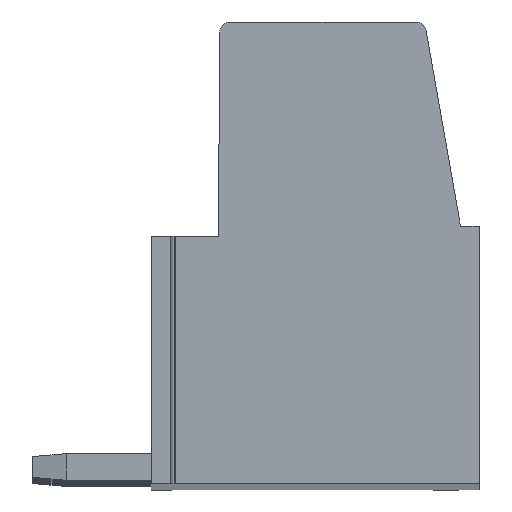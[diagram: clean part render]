
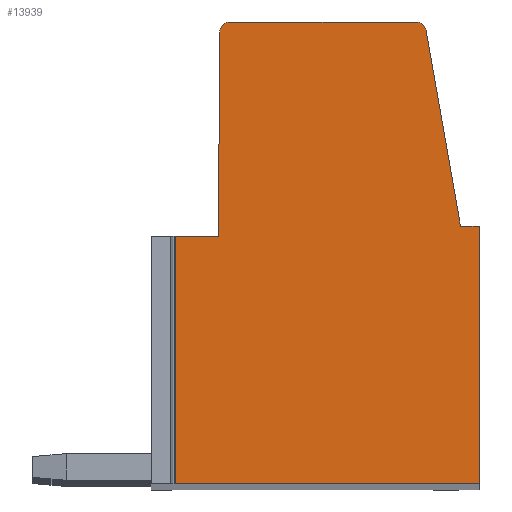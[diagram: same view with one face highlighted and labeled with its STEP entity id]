
A CAD part, top view. The second image highlights one B-rep face of the part: STEP entity #13939.
In plain terms, the highlighted planar face has unit normal (0, 0, 1).
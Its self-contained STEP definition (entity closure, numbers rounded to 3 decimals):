
#2347=DIRECTION('',(0.,1.,0.));
#2348=VECTOR('',#2347,7.4);
#2349=CARTESIAN_POINT('',(-4.225,-7.4,2.5));
#2350=LINE('',#2349,#2348);
#2351=DIRECTION('',(-1.,0.,0.));
#2352=VECTOR('',#2351,1.325);
#2353=CARTESIAN_POINT('',(-2.9,0.,2.5));
#2354=LINE('',#2353,#2352);
#2355=DIRECTION('',(-0.007,-1.,0.));
#2356=VECTOR('',#2355,6.1);
#2357=CARTESIAN_POINT('',(-2.859,6.1,2.5));
#2358=LINE('',#2357,#2356);
#2359=CARTESIAN_POINT('',(-2.557,6.098,2.5));
#2360=DIRECTION('',(0.,0.,1.));
#2361=DIRECTION('',(0.,1.,0.));
#2362=AXIS2_PLACEMENT_3D('',#2359,#2360,#2361);
#2364=DIRECTION('',(-1.,0.,0.));
#2365=VECTOR('',#2364,5.57);
#2366=CARTESIAN_POINT('',(3.013,6.4,2.5));
#2367=LINE('',#2366,#2365);
#2368=CARTESIAN_POINT('',(3.013,6.098,2.5));
#2369=DIRECTION('',(0.,0.,1.));
#2370=DIRECTION('',(0.985,0.173,0.));
#2371=AXIS2_PLACEMENT_3D('',#2368,#2369,#2370);
#2373=DIRECTION('',(-0.173,0.985,0.));
#2374=VECTOR('',#2373,5.94);
#2375=CARTESIAN_POINT('',(4.34,0.3,2.5));
#2376=LINE('',#2375,#2374);
#2377=DIRECTION('',(-1.,0.,0.));
#2378=VECTOR('',#2377,0.56);
#2379=CARTESIAN_POINT('',(4.9,0.3,2.5));
#2380=LINE('',#2379,#2378);
#2381=DIRECTION('',(0.,1.,0.));
#2382=VECTOR('',#2381,7.7);
#2383=CARTESIAN_POINT('',(4.9,-7.4,2.5));
#2384=LINE('',#2383,#2382);
#2385=DIRECTION('',(1.,0.,0.));
#2386=VECTOR('',#2385,9.125);
#2387=CARTESIAN_POINT('',(-4.225,-7.4,2.5));
#2388=LINE('',#2387,#2386);
#8297=CARTESIAN_POINT('',(4.9,-7.4,2.5));
#8298=CARTESIAN_POINT('',(4.9,0.3,2.5));
#8299=VERTEX_POINT('',#8297);
#8300=VERTEX_POINT('',#8298);
#8301=CARTESIAN_POINT('',(4.34,0.3,2.5));
#8302=VERTEX_POINT('',#8301);
#8303=CARTESIAN_POINT('',(3.311,6.15,2.5));
#8304=VERTEX_POINT('',#8303);
#8305=CARTESIAN_POINT('',(3.013,6.4,2.5));
#8306=VERTEX_POINT('',#8305);
#8307=CARTESIAN_POINT('',(-2.557,6.4,2.5));
#8308=VERTEX_POINT('',#8307);
#8309=CARTESIAN_POINT('',(-2.859,6.1,2.5));
#8310=VERTEX_POINT('',#8309);
#8311=CARTESIAN_POINT('',(-2.9,0.,2.5));
#8312=VERTEX_POINT('',#8311);
#8357=CARTESIAN_POINT('',(-4.225,-7.4,2.5));
#8358=CARTESIAN_POINT('',(-4.225,0.,2.5));
#8359=VERTEX_POINT('',#8357);
#8360=VERTEX_POINT('',#8358);
#13915=CARTESIAN_POINT('',(0.,0.,2.5));
#13916=DIRECTION('',(0.,0.,1.));
#13917=DIRECTION('',(1.,0.,0.));
#13918=AXIS2_PLACEMENT_3D('',#13915,#13916,#13917);
#13919=PLANE('',#13918);
#13920=ORIENTED_EDGE('',*,*,#13907,.T.);
#13921=ORIENTED_EDGE('',*,*,#10578,.F.);
#13923=ORIENTED_EDGE('',*,*,#13922,.F.);
#13925=ORIENTED_EDGE('',*,*,#13924,.F.);
#13927=ORIENTED_EDGE('',*,*,#13926,.F.);
#13929=ORIENTED_EDGE('',*,*,#13928,.F.);
#13931=ORIENTED_EDGE('',*,*,#13930,.F.);
#13933=ORIENTED_EDGE('',*,*,#13932,.F.);
#13935=ORIENTED_EDGE('',*,*,#13934,.F.);
#13936=ORIENTED_EDGE('',*,*,#10836,.F.);
#13937=EDGE_LOOP('',(#13920,#13921,#13923,#13925,#13927,#13929,#13931,#13933,
#13935,#13936));
#13938=FACE_OUTER_BOUND('',#13937,.F.);
#2363=CIRCLE('',#2362,0.302);
#2372=CIRCLE('',#2371,0.302);
#10578=EDGE_CURVE('',#8312,#8360,#2354,.T.);
#10836=EDGE_CURVE('',#8359,#8299,#2388,.T.);
#13907=EDGE_CURVE('',#8359,#8360,#2350,.T.);
#13922=EDGE_CURVE('',#8310,#8312,#2358,.T.);
#13924=EDGE_CURVE('',#8308,#8310,#2363,.T.);
#13926=EDGE_CURVE('',#8306,#8308,#2367,.T.);
#13928=EDGE_CURVE('',#8304,#8306,#2372,.T.);
#13930=EDGE_CURVE('',#8302,#8304,#2376,.T.);
#13932=EDGE_CURVE('',#8300,#8302,#2380,.T.);
#13934=EDGE_CURVE('',#8299,#8300,#2384,.T.);
#13939=ADVANCED_FACE('',(#13938),#13919,.T.);
